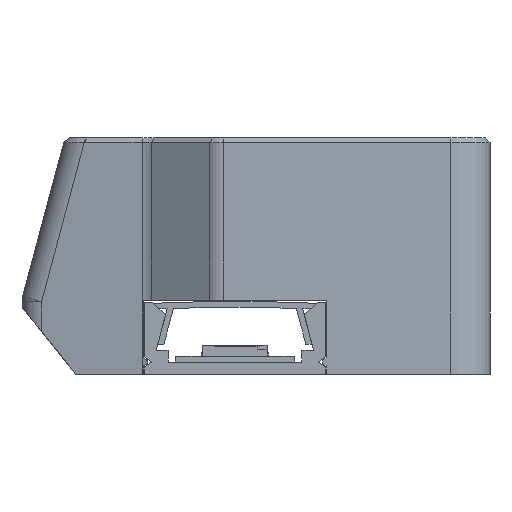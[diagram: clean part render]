
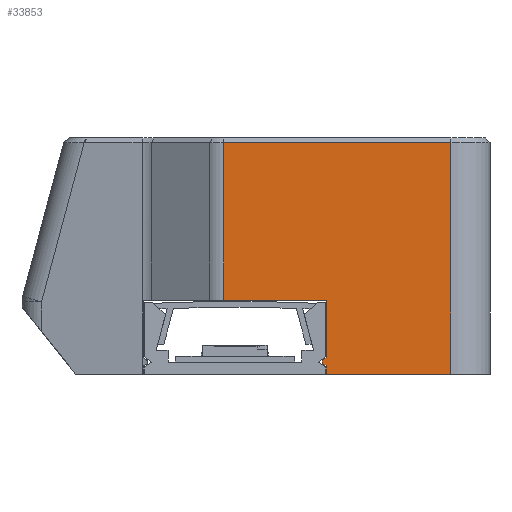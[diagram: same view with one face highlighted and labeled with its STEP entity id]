
A CAD part, left-side view. The second image highlights one B-rep face of the part: STEP entity #33853.
In plain terms, the highlighted planar face has unit normal (-1, 0, 0).
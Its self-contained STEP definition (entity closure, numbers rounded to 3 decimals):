
#4699=FACE_OUTER_BOUND('',#6660,.T.);
#6660=EDGE_LOOP('',(#29905,#29906,#29907,#29908,#29909,#29910,#29911,#29912,
#29913,#29914));
#10201=LINE('',#60340,#13845);
#10246=LINE('',#60472,#13890);
#10248=LINE('',#60476,#13892);
#10249=LINE('',#60477,#13893);
#10250=LINE('',#60479,#13894);
#10251=LINE('',#60481,#13895);
#10252=LINE('',#60483,#13896);
#10253=LINE('',#60485,#13897);
#10254=LINE('',#60487,#13898);
#10255=LINE('',#60488,#13899);
#13845=VECTOR('',#44069,10.);
#13890=VECTOR('',#44154,10.);
#13892=VECTOR('',#44158,10.);
#13893=VECTOR('',#44159,10.);
#13894=VECTOR('',#44160,10.);
#13895=VECTOR('',#44161,10.);
#13896=VECTOR('',#44162,10.);
#13897=VECTOR('',#44163,10.);
#13898=VECTOR('',#44164,10.);
#13899=VECTOR('',#44165,10.);
#16763=VERTEX_POINT('',#60337);
#16764=VERTEX_POINT('',#60339);
#16814=VERTEX_POINT('',#60469);
#16815=VERTEX_POINT('',#60471);
#16816=VERTEX_POINT('',#60475);
#16817=VERTEX_POINT('',#60478);
#16818=VERTEX_POINT('',#60480);
#16819=VERTEX_POINT('',#60482);
#16820=VERTEX_POINT('',#60484);
#16821=VERTEX_POINT('',#60486);
#21171=EDGE_CURVE('',#16764,#16763,#10201,.T.);
#21228=EDGE_CURVE('',#16814,#16815,#10246,.T.);
#21230=EDGE_CURVE('',#16814,#16816,#10248,.T.);
#21231=EDGE_CURVE('',#16816,#16764,#10249,.T.);
#21232=EDGE_CURVE('',#16817,#16763,#10250,.T.);
#21233=EDGE_CURVE('',#16818,#16817,#10251,.T.);
#21234=EDGE_CURVE('',#16819,#16818,#10252,.T.);
#21235=EDGE_CURVE('',#16819,#16820,#10253,.T.);
#21236=EDGE_CURVE('',#16820,#16821,#10254,.T.);
#21237=EDGE_CURVE('',#16821,#16815,#10255,.T.);
#29905=ORIENTED_EDGE('',*,*,#21228,.F.);
#29906=ORIENTED_EDGE('',*,*,#21230,.T.);
#29907=ORIENTED_EDGE('',*,*,#21231,.T.);
#29908=ORIENTED_EDGE('',*,*,#21171,.T.);
#29909=ORIENTED_EDGE('',*,*,#21232,.F.);
#29910=ORIENTED_EDGE('',*,*,#21233,.F.);
#29911=ORIENTED_EDGE('',*,*,#21234,.F.);
#29912=ORIENTED_EDGE('',*,*,#21235,.T.);
#29913=ORIENTED_EDGE('',*,*,#21236,.T.);
#29914=ORIENTED_EDGE('',*,*,#21237,.T.);
#32139=PLANE('',#36379);
#33853=ADVANCED_FACE('',(#4699),#32139,.T.);
#36379=AXIS2_PLACEMENT_3D('',#60474,#44156,#44157);
#44069=DIRECTION('',(0.,-1.,0.));
#44154=DIRECTION('',(0.,0.023,1.));
#44156=DIRECTION('center_axis',(-1.,0.,0.));
#44157=DIRECTION('ref_axis',(0.,1.,0.));
#44158=DIRECTION('',(0.,-0.832,-0.555));
#44159=DIRECTION('',(0.,0.,-1.));
#44160=DIRECTION('',(0.,0.,-1.));
#44161=DIRECTION('',(0.,-1.,0.));
#44162=DIRECTION('',(0.,0.,1.));
#44163=DIRECTION('',(0.,-1.,0.));
#44164=DIRECTION('',(0.,0.,-1.));
#44165=DIRECTION('',(0.,0.806,-0.592));
#60337=CARTESIAN_POINT('',(32.66,-18.1,0.));
#60339=CARTESIAN_POINT('',(32.66,-7.65,0.));
#60340=CARTESIAN_POINT('',(32.66,-10.059,0.));
#60469=CARTESIAN_POINT('',(32.66,-7.341,0.893));
#60471=CARTESIAN_POINT('',(32.66,-7.335,1.122));
#60472=CARTESIAN_POINT('',(32.66,-7.149,9.272));
#60474=CARTESIAN_POINT('Origin',(32.66,-18.1,17.79));
#60475=CARTESIAN_POINT('',(32.66,-7.65,0.687));
#60476=CARTESIAN_POINT('',(32.66,-7.083,1.065));
#60477=CARTESIAN_POINT('',(32.66,-7.65,9.238));
#60478=CARTESIAN_POINT('',(32.66,-18.1,19.39));
#60479=CARTESIAN_POINT('',(32.66,-18.1,17.79));
#60480=CARTESIAN_POINT('',(32.66,0.95,19.39));
#60481=CARTESIAN_POINT('',(32.66,-10.059,19.39));
#60482=CARTESIAN_POINT('',(32.66,0.95,6.2));
#60483=CARTESIAN_POINT('',(32.66,0.95,17.79));
#60484=CARTESIAN_POINT('',(32.66,-7.65,6.2));
#60485=CARTESIAN_POINT('',(32.66,-5.225,6.2));
#60486=CARTESIAN_POINT('',(32.66,-7.65,1.354));
#60487=CARTESIAN_POINT('',(32.66,-7.65,11.995));
#60488=CARTESIAN_POINT('',(32.66,-14.964,6.728));
